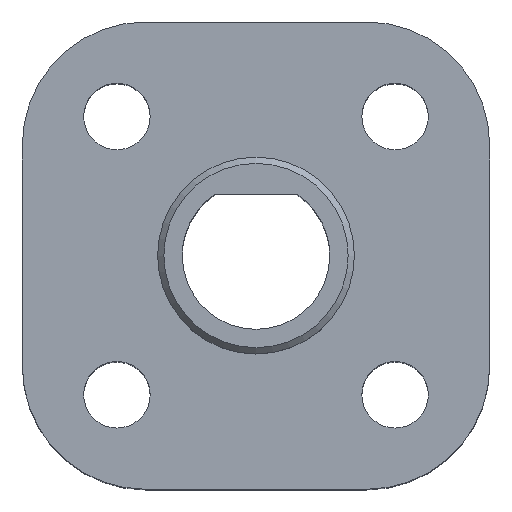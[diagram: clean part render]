
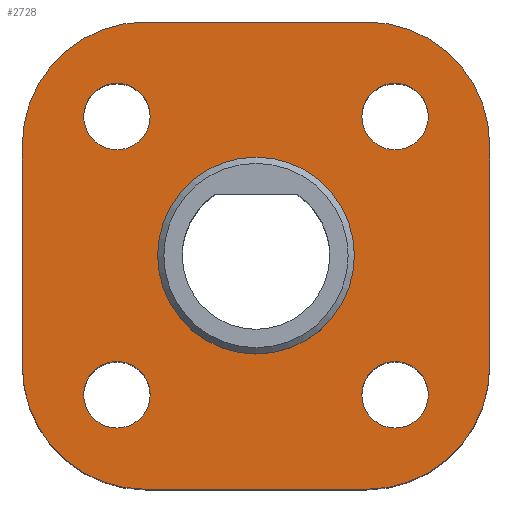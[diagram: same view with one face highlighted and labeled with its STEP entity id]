
A CAD part, top view. The second image highlights one B-rep face of the part: STEP entity #2728.
In plain terms, the highlighted planar face has unit normal (0, 0, 1).
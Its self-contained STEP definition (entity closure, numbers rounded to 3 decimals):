
#32 = FACE_BOUND ( 'NONE', #2266, .T. ) ;
#34 = EDGE_LOOP ( 'NONE', ( #267 ) ) ;
#48 = CARTESIAN_POINT ( 'NONE',  ( -4.5, -9.5, 16. ) ) ;
#83 = DIRECTION ( 'NONE',  ( 1., 0., 0. ) ) ;
#139 = EDGE_LOOP ( 'NONE', ( #470, #2366, #1951, #1989, #2551, #2201, #2295, #724 ) ) ;
#145 = EDGE_CURVE ( 'NONE', #2066, #1342, #543, .T. ) ;
#168 = CARTESIAN_POINT ( 'NONE',  ( -4.304, -5.657, 16. ) ) ;
#186 = VERTEX_POINT ( 'NONE', #1193 ) ;
#215 = ORIENTED_EDGE ( 'NONE', *, *, #2583, .F. ) ;
#234 = AXIS2_PLACEMENT_3D ( 'NONE', #1334, #2267, #83 ) ;
#267 = ORIENTED_EDGE ( 'NONE', *, *, #2265, .F. ) ;
#277 = CIRCLE ( 'NONE', #323, 4. ) ;
#294 = FACE_BOUND ( 'NONE', #908, .T. ) ;
#312 = EDGE_CURVE ( 'NONE', #955, #2592, #1471, .T. ) ;
#323 = AXIS2_PLACEMENT_3D ( 'NONE', #1218, #2157, #3085 ) ;
#340 = DIRECTION ( 'NONE',  ( -1., 0., 0. ) ) ;
#416 = VECTOR ( 'NONE', #1399, 1000. ) ;
#417 = CARTESIAN_POINT ( 'NONE',  ( -9.5, 9.5, 16. ) ) ;
#420 = VERTEX_POINT ( 'NONE', #1403 ) ;
#470 = ORIENTED_EDGE ( 'NONE', *, *, #1226, .T. ) ;
#481 = EDGE_CURVE ( 'NONE', #1640, #1640, #277, .T. ) ;
#500 = EDGE_CURVE ( 'NONE', #420, #420, #2286, .T. ) ;
#507 = DIRECTION ( 'NONE',  ( 0., 0., 1. ) ) ;
#512 = CARTESIAN_POINT ( 'NONE',  ( -9.5, -9.5, 16. ) ) ;
#543 = CIRCLE ( 'NONE', #963, 5. ) ;
#629 = DIRECTION ( 'NONE',  ( 0., 0., 1. ) ) ;
#650 = VERTEX_POINT ( 'NONE', #727 ) ;
#661 = DIRECTION ( 'NONE',  ( 1., 0., 0. ) ) ;
#676 = DIRECTION ( 'NONE',  ( 0., 0., 1. ) ) ;
#694 = CARTESIAN_POINT ( 'NONE',  ( 4.5, 4.5, 16. ) ) ;
#724 = ORIENTED_EDGE ( 'NONE', *, *, #764, .T. ) ;
#727 = CARTESIAN_POINT ( 'NONE',  ( -4.5, 9.5, 16. ) ) ;
#738 = VERTEX_POINT ( 'NONE', #2405 ) ;
#763 = DIRECTION ( 'NONE',  ( 0., 0., 1. ) ) ;
#764 = EDGE_CURVE ( 'NONE', #1448, #1663, #3070, .T. ) ;
#775 = EDGE_CURVE ( 'NONE', #2341, #2341, #1457, .T. ) ;
#817 = CARTESIAN_POINT ( 'NONE',  ( 0., 0., 16. ) ) ;
#908 = EDGE_LOOP ( 'NONE', ( #2988 ) ) ;
#955 = VERTEX_POINT ( 'NONE', #2700 ) ;
#963 = AXIS2_PLACEMENT_3D ( 'NONE', #694, #676, #661 ) ;
#981 = CARTESIAN_POINT ( 'NONE',  ( 5.657, 5.657, 16. ) ) ;
#1031 = EDGE_CURVE ( 'NONE', #2592, #1448, #2665, .T. ) ;
#1052 = FACE_BOUND ( 'NONE', #2657, .T. ) ;
#1085 = AXIS2_PLACEMENT_3D ( 'NONE', #817, #1771, #2711 ) ;
#1193 = CARTESIAN_POINT ( 'NONE',  ( 7.009, -5.657, 16. ) ) ;
#1196 = LINE ( 'NONE', #2132, #1900 ) ;
#1218 = CARTESIAN_POINT ( 'NONE',  ( 0., 0., 16. ) ) ;
#1226 = EDGE_CURVE ( 'NONE', #1663, #2066, #1196, .T. ) ;
#1251 = DIRECTION ( 'NONE',  ( 1., 0., 0. ) ) ;
#1289 = FACE_BOUND ( 'NONE', #1862, .T. ) ;
#1305 = DIRECTION ( 'NONE',  ( 0., 0., 1. ) ) ;
#1334 = CARTESIAN_POINT ( 'NONE',  ( -4.5, 4.5, 16. ) ) ;
#1342 = VERTEX_POINT ( 'NONE', #2003 ) ;
#1367 = DIRECTION ( 'NONE',  ( 0., 0., 1. ) ) ;
#1397 = VECTOR ( 'NONE', #1489, 1000. ) ;
#1399 = DIRECTION ( 'NONE',  ( 0., -1., 0. ) ) ;
#1403 = CARTESIAN_POINT ( 'NONE',  ( 7.009, 5.657, 16. ) ) ;
#1448 = VERTEX_POINT ( 'NONE', #2944 ) ;
#1457 = CIRCLE ( 'NONE', #2886, 1.353 ) ;
#1471 = CIRCLE ( 'NONE', #1605, 5. ) ;
#1484 = DIRECTION ( 'NONE',  ( 1., 0., 0. ) ) ;
#1489 = DIRECTION ( 'NONE',  ( 1., 0., 0. ) ) ;
#1564 = LINE ( 'NONE', #2505, #1675 ) ;
#1581 = CARTESIAN_POINT ( 'NONE',  ( -4.5, -4.5, 16. ) ) ;
#1596 = DIRECTION ( 'NONE',  ( 1., 0., 0. ) ) ;
#1605 = AXIS2_PLACEMENT_3D ( 'NONE', #1581, #1367, #1251 ) ;
#1640 = VERTEX_POINT ( 'NONE', #2579 ) ;
#1663 = VERTEX_POINT ( 'NONE', #2526 ) ;
#1675 = VECTOR ( 'NONE', #340, 1000. ) ;
#1680 = VERTEX_POINT ( 'NONE', #2616 ) ;
#1692 = CIRCLE ( 'NONE', #1941, 1.353 ) ;
#1723 = DIRECTION ( 'NONE',  ( 1., 0., 0. ) ) ;
#1757 = CARTESIAN_POINT ( 'NONE',  ( -5.657, 5.657, 16. ) ) ;
#1771 = DIRECTION ( 'NONE',  ( 0., 0., 1. ) ) ;
#1817 = EDGE_CURVE ( 'NONE', #738, #955, #2576, .T. ) ;
#1862 = EDGE_LOOP ( 'NONE', ( #2823 ) ) ;
#1900 = VECTOR ( 'NONE', #3063, 1000. ) ;
#1924 = CIRCLE ( 'NONE', #2658, 1.353 ) ;
#1936 = DIRECTION ( 'NONE',  ( 0., 0., 1. ) ) ;
#1941 = AXIS2_PLACEMENT_3D ( 'NONE', #1757, #1305, #2240 ) ;
#1951 = ORIENTED_EDGE ( 'NONE', *, *, #2173, .T. ) ;
#1989 = ORIENTED_EDGE ( 'NONE', *, *, #2186, .T. ) ;
#2003 = CARTESIAN_POINT ( 'NONE',  ( 4.5, 9.5, 16. ) ) ;
#2004 = FACE_OUTER_BOUND ( 'NONE', #139, .T. ) ;
#2018 = CIRCLE ( 'NONE', #234, 5. ) ;
#2048 = AXIS2_PLACEMENT_3D ( 'NONE', #981, #1936, #2867 ) ;
#2066 = VERTEX_POINT ( 'NONE', #2677 ) ;
#2132 = CARTESIAN_POINT ( 'NONE',  ( 9.5, 9.5, 16. ) ) ;
#2157 = DIRECTION ( 'NONE',  ( 0., 0., 1. ) ) ;
#2173 = EDGE_CURVE ( 'NONE', #1342, #650, #1564, .T. ) ;
#2186 = EDGE_CURVE ( 'NONE', #650, #738, #2018, .T. ) ;
#2201 = ORIENTED_EDGE ( 'NONE', *, *, #312, .T. ) ;
#2225 = FACE_BOUND ( 'NONE', #34, .T. ) ;
#2240 = DIRECTION ( 'NONE',  ( 1., 0., 0. ) ) ;
#2265 = EDGE_CURVE ( 'NONE', #186, #186, #1924, .T. ) ;
#2266 = EDGE_LOOP ( 'NONE', ( #2563 ) ) ;
#2267 = DIRECTION ( 'NONE',  ( 0., 0., 1. ) ) ;
#2286 = CIRCLE ( 'NONE', #2048, 1.353 ) ;
#2295 = ORIENTED_EDGE ( 'NONE', *, *, #1031, .T. ) ;
#2341 = VERTEX_POINT ( 'NONE', #168 ) ;
#2366 = ORIENTED_EDGE ( 'NONE', *, *, #145, .T. ) ;
#2405 = CARTESIAN_POINT ( 'NONE',  ( -9.5, 4.5, 16. ) ) ;
#2505 = CARTESIAN_POINT ( 'NONE',  ( -9.5, 9.5, 16. ) ) ;
#2526 = CARTESIAN_POINT ( 'NONE',  ( 9.5, -4.5, 16. ) ) ;
#2551 = ORIENTED_EDGE ( 'NONE', *, *, #1817, .T. ) ;
#2563 = ORIENTED_EDGE ( 'NONE', *, *, #775, .F. ) ;
#2576 = LINE ( 'NONE', #417, #416 ) ;
#2579 = CARTESIAN_POINT ( 'NONE',  ( 4., 0., 16. ) ) ;
#2583 = EDGE_CURVE ( 'NONE', #1680, #1680, #1692, .T. ) ;
#2592 = VERTEX_POINT ( 'NONE', #48 ) ;
#2616 = CARTESIAN_POINT ( 'NONE',  ( -4.304, 5.657, 16. ) ) ;
#2644 = AXIS2_PLACEMENT_3D ( 'NONE', #2885, #763, #1723 ) ;
#2657 = EDGE_LOOP ( 'NONE', ( #215 ) ) ;
#2658 = AXIS2_PLACEMENT_3D ( 'NONE', #2769, #629, #1596 ) ;
#2660 = CARTESIAN_POINT ( 'NONE',  ( -5.657, -5.657, 16. ) ) ;
#2665 = LINE ( 'NONE', #512, #1397 ) ;
#2677 = CARTESIAN_POINT ( 'NONE',  ( 9.5, 4.5, 16. ) ) ;
#2700 = CARTESIAN_POINT ( 'NONE',  ( -9.5, -4.5, 16. ) ) ;
#2711 = DIRECTION ( 'NONE',  ( 1., 0., 0. ) ) ;
#2728 = ADVANCED_FACE ( 'NONE', ( #294, #1289, #2225, #32, #1052, #2004 ), #2932, .T. ) ;
#2769 = CARTESIAN_POINT ( 'NONE',  ( 5.657, -5.657, 16. ) ) ;
#2823 = ORIENTED_EDGE ( 'NONE', *, *, #500, .F. ) ;
#2867 = DIRECTION ( 'NONE',  ( 1., 0., 0. ) ) ;
#2885 = CARTESIAN_POINT ( 'NONE',  ( 4.5, -4.5, 16. ) ) ;
#2886 = AXIS2_PLACEMENT_3D ( 'NONE', #2660, #507, #1484 ) ;
#2932 = PLANE ( 'NONE',  #1085 ) ;
#2944 = CARTESIAN_POINT ( 'NONE',  ( 4.5, -9.5, 16. ) ) ;
#2988 = ORIENTED_EDGE ( 'NONE', *, *, #481, .F. ) ;
#3063 = DIRECTION ( 'NONE',  ( 0., 1., 0. ) ) ;
#3070 = CIRCLE ( 'NONE', #2644, 5. ) ;
#3085 = DIRECTION ( 'NONE',  ( 1., 0., 0. ) ) ;
